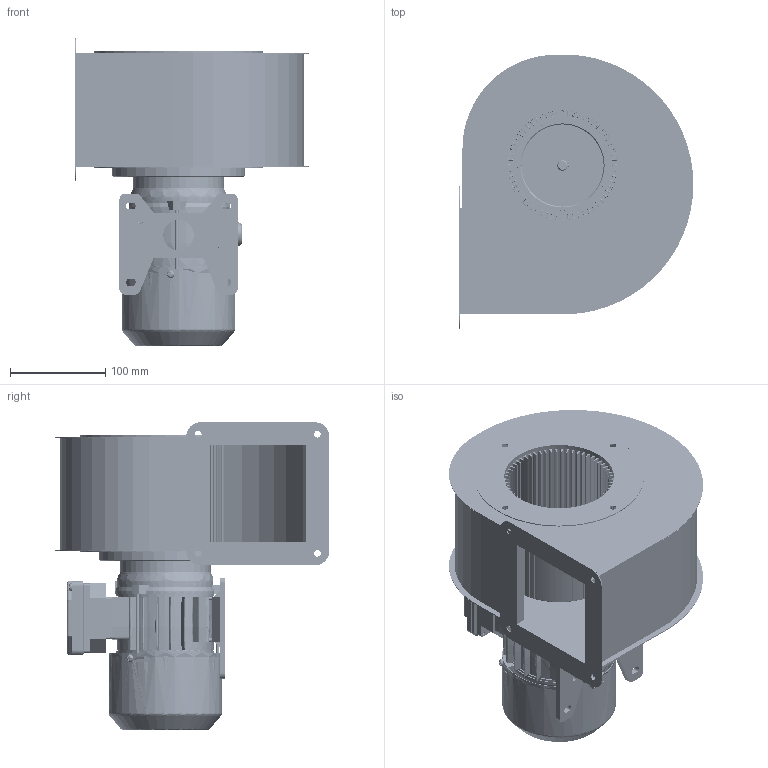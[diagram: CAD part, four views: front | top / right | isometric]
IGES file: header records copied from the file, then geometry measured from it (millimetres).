
Start section: SolidWorks IGES file using analytic representation for surfaces
Global section: file name: Assieme DIC 120.IGS; native system: SolidWorks 2022; preprocessor: SolidWorks 2022; author: girelli; date: 230117.104640; units: millimetre
Bounding box: 246.21 x 288.06 x 322.5 mm (x, y, z)
Surface area: 928826.4 mm2 (no closed solid volume)
Topology: 0 solids, 0 shells, 3778 faces, 35839 edges, 35466 vertices
Faces by surface type: bspline 2212, revolution 1566
